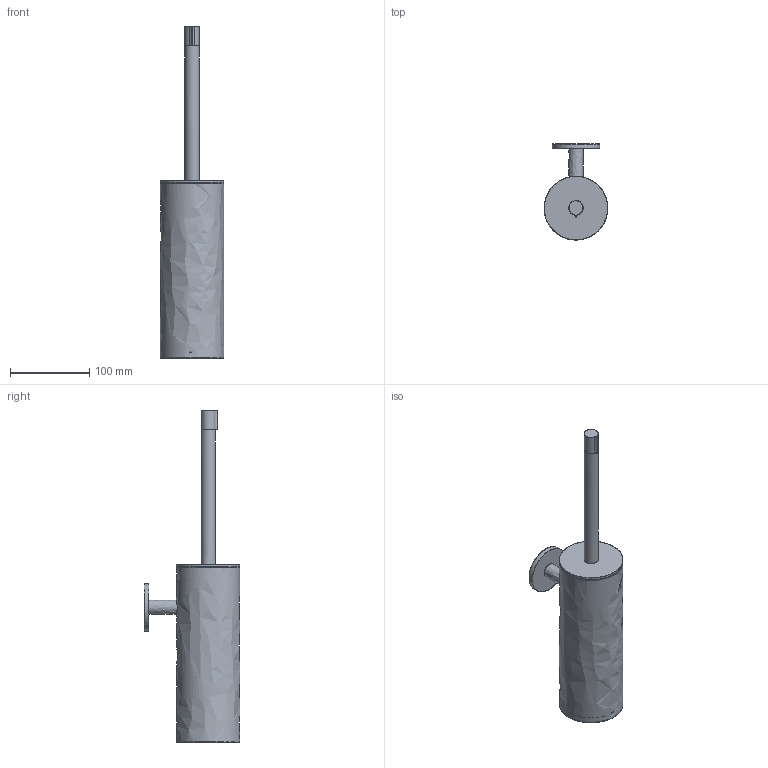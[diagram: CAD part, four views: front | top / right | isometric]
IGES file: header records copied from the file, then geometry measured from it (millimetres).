
Start section: C
Global section: file name: GTA11-00.igs; native system: By Siemens PLM Incorporated; preprocessor: XPlus GENERIC/IGES 27.1.215; author: Author; organization: Title; date: 20260219.102140; units: millimetre
Bounding box: 80.28 x 121.14 x 419 mm (x, y, z)
Volume: 185125.7 mm3; surface area: 267685.5 mm2
Topology: 10 solids, 10 shells, 174 faces, 375 edges, 226 vertices
Faces by surface type: bspline 174
